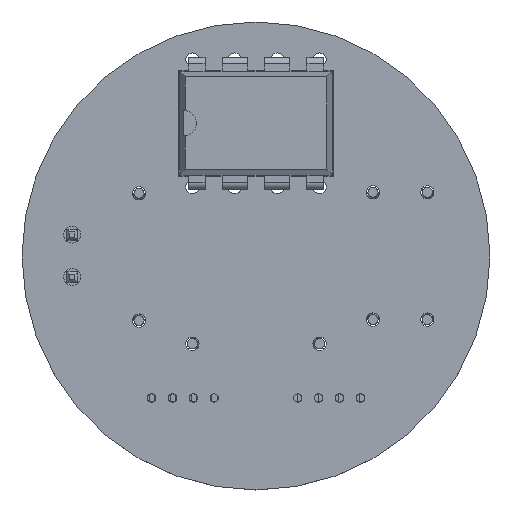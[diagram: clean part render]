
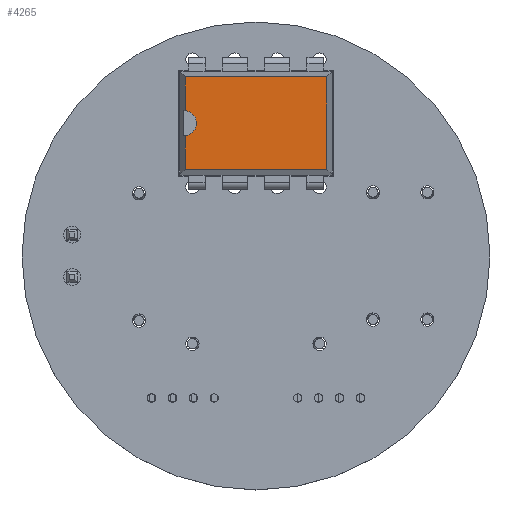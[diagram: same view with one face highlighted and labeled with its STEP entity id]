
A CAD part, top view. The second image highlights one B-rep face of the part: STEP entity #4265.
In plain terms, the highlighted planar face has unit normal (0, 0, 1).
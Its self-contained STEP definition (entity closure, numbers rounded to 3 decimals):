
#2353 = VERTEX_POINT('',#2354);
#2354 = CARTESIAN_POINT('',(6.586,0.426,3.68));
#2359 = EDGE_CURVE('',#2360,#2353,#2362,.T.);
#2360 = VERTEX_POINT('',#2361);
#2361 = CARTESIAN_POINT('',(6.586,-8.046,3.68));
#2362 = LINE('',#2363,#2364);
#2363 = CARTESIAN_POINT('',(6.586,-8.046,3.68));
#2364 = VECTOR('',#2365,1.);
#2365 = DIRECTION('',(0.,1.,0.));
#3119 = VERTEX_POINT('',#3120);
#3120 = CARTESIAN_POINT('',(1.034,0.426,3.68));
#3125 = EDGE_CURVE('',#3126,#3119,#3128,.T.);
#3126 = VERTEX_POINT('',#3127);
#3127 = CARTESIAN_POINT('',(3.064,0.426,3.68));
#3128 = LINE('',#3129,#3130);
#3129 = CARTESIAN_POINT('',(6.586,0.426,3.68));
#3130 = VECTOR('',#3131,1.);
#3131 = DIRECTION('',(-1.,0.,0.));
#3346 = VERTEX_POINT('',#3347);
#3347 = CARTESIAN_POINT('',(4.556,0.426,3.68));
#3451 = EDGE_CURVE('',#2353,#3346,#3452,.T.);
#3452 = LINE('',#3453,#3454);
#3453 = CARTESIAN_POINT('',(6.586,0.426,3.68));
#3454 = VECTOR('',#3455,1.);
#3455 = DIRECTION('',(-1.,0.,0.));
#3495 = VERTEX_POINT('',#3496);
#3496 = CARTESIAN_POINT('',(1.034,-8.046,3.68));
#3501 = EDGE_CURVE('',#3119,#3495,#3502,.T.);
#3502 = LINE('',#3503,#3504);
#3503 = CARTESIAN_POINT('',(1.034,0.426,3.68));
#3504 = VECTOR('',#3505,1.);
#3505 = DIRECTION('',(0.,-1.,0.));
#4254 = EDGE_CURVE('',#3495,#2360,#4255,.T.);
#4255 = LINE('',#4256,#4257);
#4256 = CARTESIAN_POINT('',(1.034,-8.046,3.68));
#4257 = VECTOR('',#4258,1.);
#4258 = DIRECTION('',(1.,0.,0.));
#4265 = ADVANCED_FACE('',(#4266),#4289,.F.);
#4266 = FACE_BOUND('',#4267,.F.);
#4267 = EDGE_LOOP('',(#4268,#4269,#4270,#4271,#4272,#4281,#4288));
#4268 = ORIENTED_EDGE('',*,*,#2359,.F.);
#4269 = ORIENTED_EDGE('',*,*,#4254,.F.);
#4270 = ORIENTED_EDGE('',*,*,#3501,.F.);
#4271 = ORIENTED_EDGE('',*,*,#3125,.F.);
#4272 = ORIENTED_EDGE('',*,*,#4273,.F.);
#4273 = EDGE_CURVE('',#4274,#3126,#4276,.T.);
#4274 = VERTEX_POINT('',#4275);
#4275 = CARTESIAN_POINT('',(3.81,-0.249,3.68));
#4276 = CIRCLE('',#4277,0.75);
#4277 = AXIS2_PLACEMENT_3D('',#4278,#4279,#4280);
#4278 = CARTESIAN_POINT('',(3.81,0.501,3.68));
#4279 = DIRECTION('',(0.,-0.,-1.));
#4280 = DIRECTION('',(0.,-1.,0.));
#4281 = ORIENTED_EDGE('',*,*,#4282,.F.);
#4282 = EDGE_CURVE('',#3346,#4274,#4283,.T.);
#4283 = CIRCLE('',#4284,0.75);
#4284 = AXIS2_PLACEMENT_3D('',#4285,#4286,#4287);
#4285 = CARTESIAN_POINT('',(3.81,0.501,3.68));
#4286 = DIRECTION('',(0.,-0.,-1.));
#4287 = DIRECTION('',(0.,-1.,0.));
#4288 = ORIENTED_EDGE('',*,*,#3451,.F.);
#4289 = PLANE('',#4290);
#4290 = AXIS2_PLACEMENT_3D('',#4291,#4292,#4293);
#4291 = CARTESIAN_POINT('',(6.586,-8.046,3.68));
#4292 = DIRECTION('',(-0.,0.,-1.));
#4293 = DIRECTION('',(-0.548,0.836,0.));
